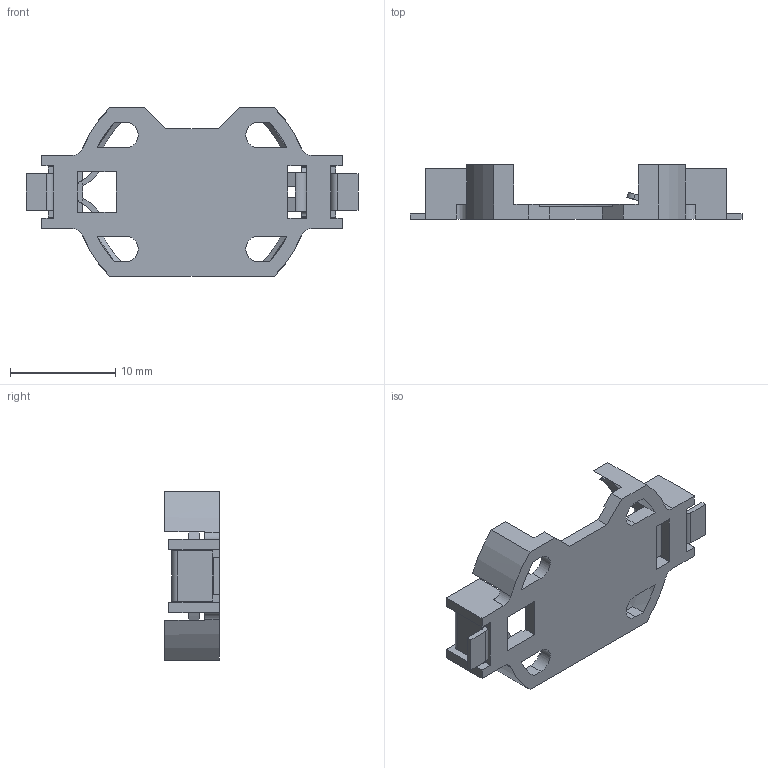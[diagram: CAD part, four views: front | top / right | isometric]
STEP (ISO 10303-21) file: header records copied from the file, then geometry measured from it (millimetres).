
FILE_DESCRIPTION (( 'STEP AP214' ), '1' );
FILE_NAME ('BU2032SM-G.STEP', '2019-10-17T12:09:11', ( '' ), ( '' ), 'SwSTEP 2.0', 'SolidWorks 2017', '' );
FILE_SCHEMA (( 'AUTOMOTIVE_DESIGN' ));
Length unit declared in the file: millimetre
Products named in the file (1): BU2032SM-G
Bounding box: 31.6 x 5.2 x 16 mm (x, y, z)
Volume: 643.2 mm3; surface area: 1493.4 mm2
Topology: 3 solids, 3 shells, 202 faces, 534 edges, 332 vertices
Faces by surface type: plane 143, cylinder 55, cone 4
Entity records: 6258 total; most frequent: CARTESIAN_POINT 1093, ORIENTED_EDGE 1068, DIRECTION 1062, EDGE_CURVE 534, LINE 396, VECTOR 396, AXIS2_PLACEMENT_3D 333, VERTEX_POINT 332
